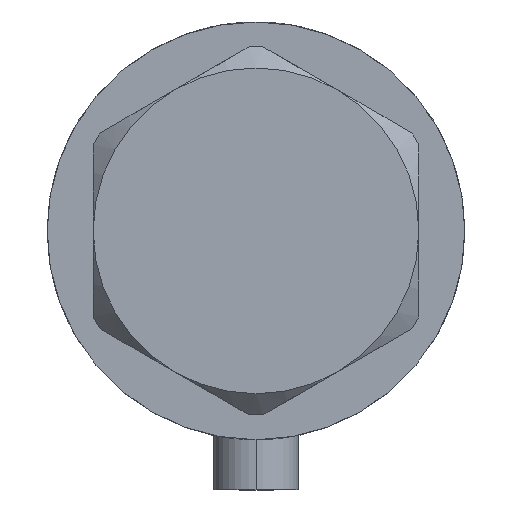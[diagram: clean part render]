
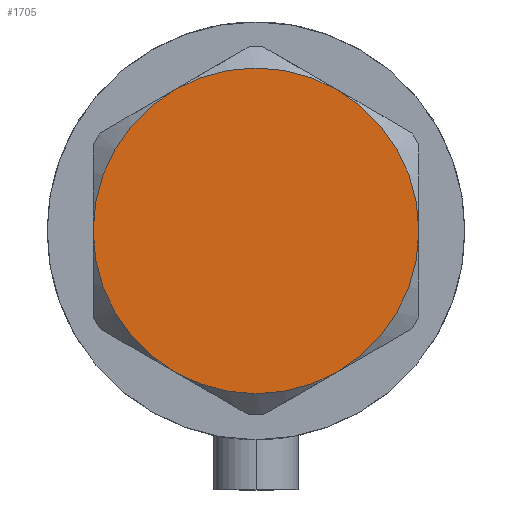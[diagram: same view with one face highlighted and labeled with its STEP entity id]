
A CAD part, left-side view. The second image highlights one B-rep face of the part: STEP entity #1705.
In plain terms, the highlighted face is planar.
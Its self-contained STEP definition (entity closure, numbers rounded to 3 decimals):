
#10 = ORIENTED_EDGE ( 'NONE', *, *, #171, .T. ) ;
#15 = VERTEX_POINT ( 'NONE', #2058 ) ;
#75 = AXIS2_PLACEMENT_3D ( 'NONE', #569, #1952, #1630 ) ;
#171 = EDGE_CURVE ( 'NONE', #1383, #15, #738, .T. ) ;
#216 = EDGE_LOOP ( 'NONE', ( #3485, #2718, #10, #1012, #4237, #3503 ) ) ;
#239 = EDGE_CURVE ( 'NONE', #2755, #822, #2762, .T. ) ;
#438 = AXIS2_PLACEMENT_3D ( 'NONE', #3296, #2206, #485 ) ;
#485 = DIRECTION ( 'NONE',  ( 1., 0., 0. ) ) ;
#506 = EDGE_CURVE ( 'NONE', #3524, #3119, #2529, .T. ) ;
#569 = CARTESIAN_POINT ( 'NONE',  ( 0., 0., 13. ) ) ;
#738 = CIRCLE ( 'NONE', #75, 23. ) ;
#822 = VERTEX_POINT ( 'NONE', #869 ) ;
#869 = CARTESIAN_POINT ( 'NONE',  ( -11.5, -19.919, 13. ) ) ;
#946 = DIRECTION ( 'NONE',  ( 0., 0., 1. ) ) ;
#1012 = ORIENTED_EDGE ( 'NONE', *, *, #3436, .T. ) ;
#1196 = DIRECTION ( 'NONE',  ( 0., 0., 1. ) ) ;
#1318 = CARTESIAN_POINT ( 'NONE',  ( 0., 0., 13. ) ) ;
#1360 = EDGE_CURVE ( 'NONE', #3119, #1383, #3199, .T. ) ;
#1383 = VERTEX_POINT ( 'NONE', #2702 ) ;
#1630 = DIRECTION ( 'NONE',  ( 1., 0., 0. ) ) ;
#1654 = CARTESIAN_POINT ( 'NONE',  ( -23., 0., 13. ) ) ;
#1705 = ADVANCED_FACE ( 'NONE', ( #3780 ), #4401, .T. ) ;
#1775 = CIRCLE ( 'NONE', #1966, 23. ) ;
#1889 = CARTESIAN_POINT ( 'NONE',  ( 0., 0., 13. ) ) ;
#1952 = DIRECTION ( 'NONE',  ( 0., 0., 1. ) ) ;
#1966 = AXIS2_PLACEMENT_3D ( 'NONE', #2151, #2852, #4231 ) ;
#1986 = DIRECTION ( 'NONE',  ( 0., 0., 1. ) ) ;
#1990 = DIRECTION ( 'NONE',  ( 1., 0., 0. ) ) ;
#2058 = CARTESIAN_POINT ( 'NONE',  ( -11.5, 19.919, 13. ) ) ;
#2111 = AXIS2_PLACEMENT_3D ( 'NONE', #4451, #1986, #3008 ) ;
#2151 = CARTESIAN_POINT ( 'NONE',  ( 0., 0., 13. ) ) ;
#2206 = DIRECTION ( 'NONE',  ( 0., 0., 1. ) ) ;
#2377 = CARTESIAN_POINT ( 'NONE',  ( 11.5, -19.919, 13. ) ) ;
#2414 = CIRCLE ( 'NONE', #2774, 23. ) ;
#2529 = CIRCLE ( 'NONE', #2111, 23. ) ;
#2698 = AXIS2_PLACEMENT_3D ( 'NONE', #1889, #2984, #4014 ) ;
#2702 = CARTESIAN_POINT ( 'NONE',  ( 11.5, 19.919, 13. ) ) ;
#2718 = ORIENTED_EDGE ( 'NONE', *, *, #1360, .T. ) ;
#2755 = VERTEX_POINT ( 'NONE', #1654 ) ;
#2762 = CIRCLE ( 'NONE', #3970, 23. ) ;
#2774 = AXIS2_PLACEMENT_3D ( 'NONE', #4287, #1196, #3607 ) ;
#2852 = DIRECTION ( 'NONE',  ( 0., 0., 1. ) ) ;
#2984 = DIRECTION ( 'NONE',  ( 0., 0., 1. ) ) ;
#3008 = DIRECTION ( 'NONE',  ( 1., 0., 0. ) ) ;
#3119 = VERTEX_POINT ( 'NONE', #3571 ) ;
#3199 = CIRCLE ( 'NONE', #438, 23. ) ;
#3296 = CARTESIAN_POINT ( 'NONE',  ( 0., 0., 13. ) ) ;
#3436 = EDGE_CURVE ( 'NONE', #15, #2755, #1775, .T. ) ;
#3485 = ORIENTED_EDGE ( 'NONE', *, *, #506, .T. ) ;
#3503 = ORIENTED_EDGE ( 'NONE', *, *, #3505, .T. ) ;
#3505 = EDGE_CURVE ( 'NONE', #822, #3524, #2414, .T. ) ;
#3524 = VERTEX_POINT ( 'NONE', #2377 ) ;
#3571 = CARTESIAN_POINT ( 'NONE',  ( 23., 0., 13. ) ) ;
#3607 = DIRECTION ( 'NONE',  ( 1., 0., 0. ) ) ;
#3780 = FACE_OUTER_BOUND ( 'NONE', #216, .T. ) ;
#3970 = AXIS2_PLACEMENT_3D ( 'NONE', #1318, #946, #1990 ) ;
#4014 = DIRECTION ( 'NONE',  ( 1., 0., 0. ) ) ;
#4231 = DIRECTION ( 'NONE',  ( 1., 0., 0. ) ) ;
#4237 = ORIENTED_EDGE ( 'NONE', *, *, #239, .T. ) ;
#4287 = CARTESIAN_POINT ( 'NONE',  ( 0., 0., 13. ) ) ;
#4401 = PLANE ( 'NONE',  #2698 ) ;
#4451 = CARTESIAN_POINT ( 'NONE',  ( 0., 0., 13. ) ) ;
